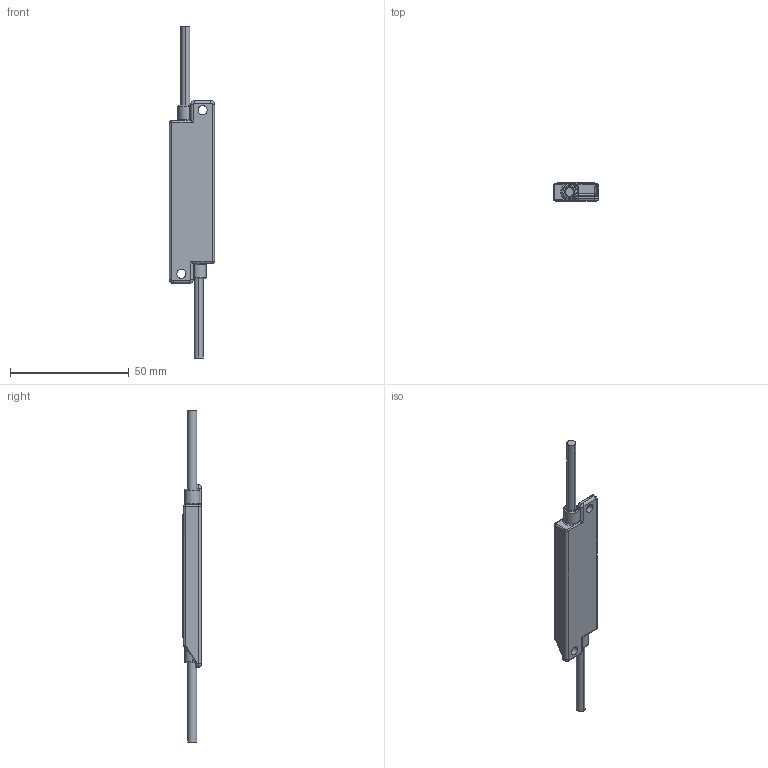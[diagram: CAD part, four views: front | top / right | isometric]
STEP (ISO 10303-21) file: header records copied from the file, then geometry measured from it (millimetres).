
FILE_DESCRIPTION((''),'2;1');
FILE_NAME('150445_SW01_ASM','2020-08-21T15:00:32',('jmoe'),('BANNER ENGINEERING CORP.'),'CREO PARAMETRIC BY PTC INC, 2019292','CREO PARAMETRIC BY PTC INC, 2019292','');
FILE_SCHEMA(('CONFIG_CONTROL_DESIGN','SHAPE_APPEARANCE_LAYERS_GROUPS'));
Length unit declared in the file: millimetre
Products named in the file (3): 150445_SW01_SW0002; CABLE_381_3COND; 150445_SW01_ASM
Assembly tree (3 placements, depth 2):
  150445_SW01_ASM
    150445_SW01_SW0002
    CABLE_381_3COND  x2
Bounding box: 19 x 7.7 x 140 mm (x, y, z)
Volume: 10167 mm3; surface area: 5221.6 mm2
Topology: 3 solids, 3 shells, 217 faces, 470 edges, 278 vertices
Faces by surface type: cylinder 100, plane 53, bspline 38, torus 18, sphere 8
Entity records: 8284 total; most frequent: CARTESIAN_POINT 2685, DIRECTION 902, ORIENTED_EDGE 856, EDGE_CURVE 428, AXIS2_PLACEMENT_3D 375, VERTEX_POINT 250, EDGE_LOOP 212, PRESENTATION_STYLE_ASSIGNMENT 212
